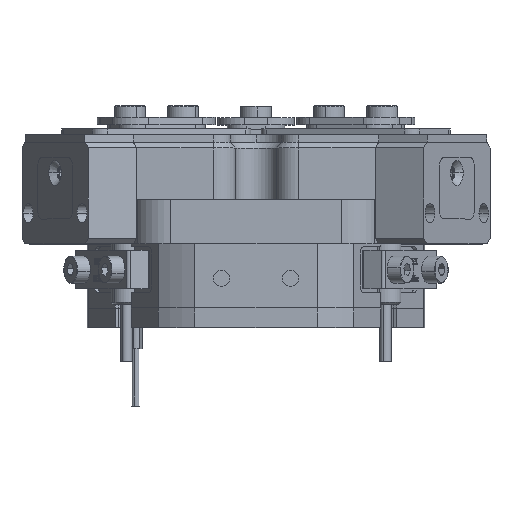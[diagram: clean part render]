
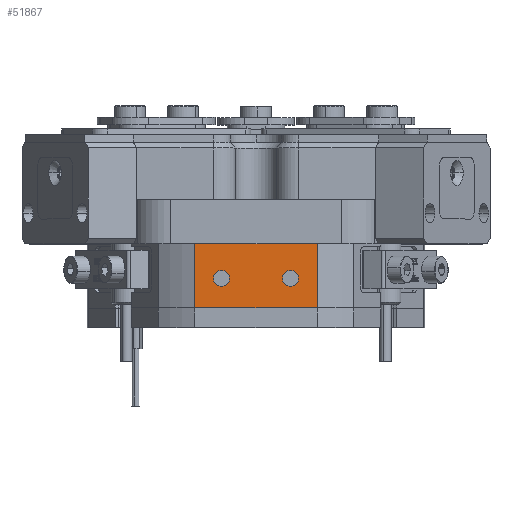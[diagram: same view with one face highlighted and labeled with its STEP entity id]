
A CAD part, top view. The second image highlights one B-rep face of the part: STEP entity #51867.
In plain terms, the highlighted planar face has unit normal (0, 0, 1).
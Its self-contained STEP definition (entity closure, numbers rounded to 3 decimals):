
#1296 = DIRECTION ( 'NONE',  ( 1., 0., 0. ) ) ;
#3245 = ORIENTED_EDGE ( 'NONE', *, *, #52115, .F. ) ;
#3319 = CIRCLE ( 'NONE', #29329, 2.1 ) ;
#3343 = DIRECTION ( 'NONE',  ( 0., 0., 1. ) ) ;
#3922 = VERTEX_POINT ( 'NONE', #7069 ) ;
#5403 = CARTESIAN_POINT ( 'NONE',  ( 15.969, 16.7, 41. ) ) ;
#6325 = CARTESIAN_POINT ( 'NONE',  ( -9., 7.7, 41. ) ) ;
#7069 = CARTESIAN_POINT ( 'NONE',  ( 15.969, 16.7, 41. ) ) ;
#7111 = VERTEX_POINT ( 'NONE', #19263 ) ;
#8167 = EDGE_LOOP ( 'NONE', ( #3245, #61127 ) ) ;
#8463 = CIRCLE ( 'NONE', #46575, 2.1 ) ;
#9900 = CARTESIAN_POINT ( 'NONE',  ( -9., 7.7, 41. ) ) ;
#10084 = CARTESIAN_POINT ( 'NONE',  ( -15.969, 16.7, 41. ) ) ;
#11064 = EDGE_CURVE ( 'NONE', #18867, #26667, #3319, .T. ) ;
#11491 = DIRECTION ( 'NONE',  ( 0., 0., 1. ) ) ;
#12813 = CARTESIAN_POINT ( 'NONE',  ( -71.014, 276.72, 41. ) ) ;
#13255 = PLANE ( 'NONE',  #37160 ) ;
#13289 = LINE ( 'NONE', #63538, #40001 ) ;
#15187 = EDGE_CURVE ( 'NONE', #3922, #31286, #55654, .T. ) ;
#15970 = EDGE_CURVE ( 'NONE', #26667, #18867, #20060, .T. ) ;
#18318 = EDGE_CURVE ( 'NONE', #31286, #60194, #13289, .T. ) ;
#18482 = DIRECTION ( 'NONE',  ( 1., 0., 0. ) ) ;
#18773 = DIRECTION ( 'NONE',  ( 0., 0., 1. ) ) ;
#18867 = VERTEX_POINT ( 'NONE', #24858 ) ;
#19162 = DIRECTION ( 'NONE',  ( 0., 0., 1. ) ) ;
#19263 = CARTESIAN_POINT ( 'NONE',  ( 15.969, 0., 41. ) ) ;
#20060 = CIRCLE ( 'NONE', #47260, 2.1 ) ;
#21808 = CIRCLE ( 'NONE', #24250, 2.1 ) ;
#21962 = ORIENTED_EDGE ( 'NONE', *, *, #31799, .F. ) ;
#23602 = CARTESIAN_POINT ( 'NONE',  ( -71.014, 0., 41. ) ) ;
#24250 = AXIS2_PLACEMENT_3D ( 'NONE', #66265, #19162, #34692 ) ;
#24858 = CARTESIAN_POINT ( 'NONE',  ( -11.1, 7.7, 41. ) ) ;
#26667 = VERTEX_POINT ( 'NONE', #59779 ) ;
#27772 = CARTESIAN_POINT ( 'NONE',  ( 6.9, 7.7, 41. ) ) ;
#28503 = ORIENTED_EDGE ( 'NONE', *, *, #15970, .F. ) ;
#29329 = AXIS2_PLACEMENT_3D ( 'NONE', #9900, #62231, #51893 ) ;
#29497 = CARTESIAN_POINT ( 'NONE',  ( -15.969, 0., 41. ) ) ;
#29709 = ORIENTED_EDGE ( 'NONE', *, *, #18318, .T. ) ;
#29736 = EDGE_LOOP ( 'NONE', ( #29709, #21962, #46798, #53414 ) ) ;
#30125 = DIRECTION ( 'NONE',  ( -1., 0., 0. ) ) ;
#30287 = LINE ( 'NONE', #5403, #59336 ) ;
#31286 = VERTEX_POINT ( 'NONE', #10084 ) ;
#31479 = CARTESIAN_POINT ( 'NONE',  ( 11.1, 7.7, 41. ) ) ;
#31799 = EDGE_CURVE ( 'NONE', #7111, #60194, #53416, .T. ) ;
#32735 = FACE_BOUND ( 'NONE', #59159, .T. ) ;
#34692 = DIRECTION ( 'NONE',  ( 1., 0., 0. ) ) ;
#35714 = CARTESIAN_POINT ( 'NONE',  ( -71.014, 16.7, 41. ) ) ;
#37160 = AXIS2_PLACEMENT_3D ( 'NONE', #12813, #3343, #18482 ) ;
#37577 = FACE_OUTER_BOUND ( 'NONE', #29736, .T. ) ;
#40001 = VECTOR ( 'NONE', #65077, 1000. ) ;
#41502 = DIRECTION ( 'NONE',  ( 0., 1., 0. ) ) ;
#42959 = ORIENTED_EDGE ( 'NONE', *, *, #11064, .F. ) ;
#43044 = EDGE_CURVE ( 'NONE', #47460, #58305, #8463, .T. ) ;
#44351 = EDGE_CURVE ( 'NONE', #7111, #3922, #30287, .T. ) ;
#46198 = VECTOR ( 'NONE', #30125, 1000. ) ;
#46575 = AXIS2_PLACEMENT_3D ( 'NONE', #65440, #18773, #60700 ) ;
#46798 = ORIENTED_EDGE ( 'NONE', *, *, #44351, .T. ) ;
#47260 = AXIS2_PLACEMENT_3D ( 'NONE', #6325, #11491, #1296 ) ;
#47460 = VERTEX_POINT ( 'NONE', #27772 ) ;
#51867 = ADVANCED_FACE ( 'NONE', ( #32735, #61020, #37577 ), #13255, .T. ) ;
#51893 = DIRECTION ( 'NONE',  ( 1., 0., 0. ) ) ;
#52115 = EDGE_CURVE ( 'NONE', #58305, #47460, #21808, .T. ) ;
#53414 = ORIENTED_EDGE ( 'NONE', *, *, #15187, .T. ) ;
#53416 = LINE ( 'NONE', #23602, #46198 ) ;
#55654 = LINE ( 'NONE', #35714, #64505 ) ;
#56279 = DIRECTION ( 'NONE',  ( -1., 0., 0. ) ) ;
#58305 = VERTEX_POINT ( 'NONE', #31479 ) ;
#59159 = EDGE_LOOP ( 'NONE', ( #28503, #42959 ) ) ;
#59336 = VECTOR ( 'NONE', #41502, 1000. ) ;
#59779 = CARTESIAN_POINT ( 'NONE',  ( -6.9, 7.7, 41. ) ) ;
#60194 = VERTEX_POINT ( 'NONE', #29497 ) ;
#60700 = DIRECTION ( 'NONE',  ( 1., 0., 0. ) ) ;
#61020 = FACE_BOUND ( 'NONE', #8167, .T. ) ;
#61127 = ORIENTED_EDGE ( 'NONE', *, *, #43044, .F. ) ;
#62231 = DIRECTION ( 'NONE',  ( 0., 0., 1. ) ) ;
#63538 = CARTESIAN_POINT ( 'NONE',  ( -15.969, 16.7, 41. ) ) ;
#64505 = VECTOR ( 'NONE', #56279, 1000. ) ;
#65077 = DIRECTION ( 'NONE',  ( 0., -1., 0. ) ) ;
#65440 = CARTESIAN_POINT ( 'NONE',  ( 9., 7.7, 41. ) ) ;
#66265 = CARTESIAN_POINT ( 'NONE',  ( 9., 7.7, 41. ) ) ;
